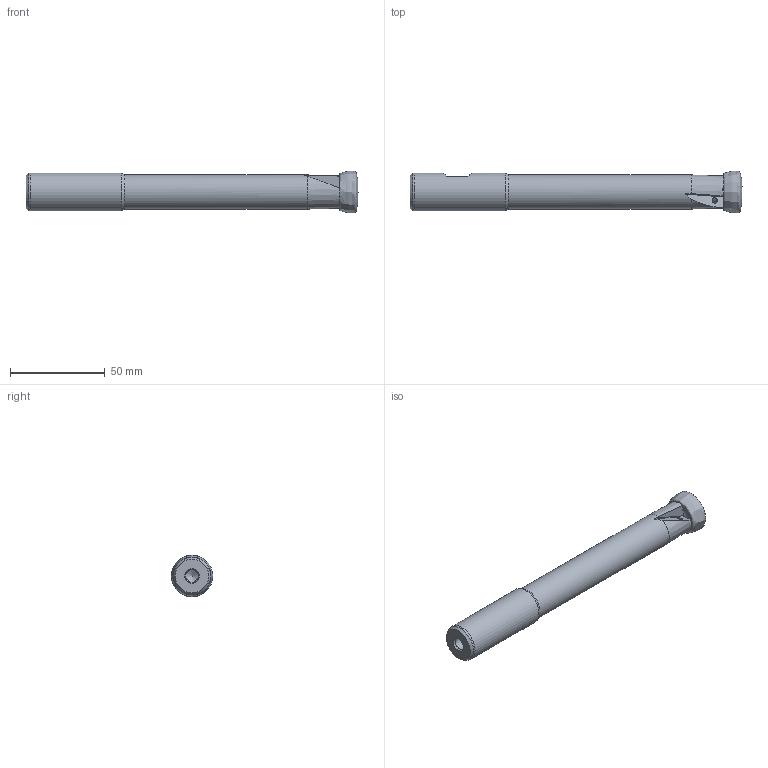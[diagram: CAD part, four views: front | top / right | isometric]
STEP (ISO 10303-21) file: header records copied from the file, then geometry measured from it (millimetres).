
FILE_DESCRIPTION (( 'STEP AP214' ), '1' );
FILE_NAME ('00PP-22-09-2-125.STEP', '2013-09-05T08:04:21', ( '' ), ( '' ), 'SwSTEP 2.0', 'SolidWorks 2013', '' );
FILE_SCHEMA (( 'AUTOMOTIVE_DESIGN' ));
Length unit declared in the file: millimetre
Products named in the file (1): 00PP-22-09-2-125
Bounding box: 174.99 x 21.99 x 21.99 mm (x, y, z)
Volume: 42530.4 mm3; surface area: 14253.9 mm2
Topology: 1 solids, 1 shells, 41 faces, 102 edges, 66 vertices
Faces by surface type: plane 17, cone 12, cylinder 9, torus 2, bspline 1
Full cylindrical faces by diameter (mm): 3 x2, 6.5 x1, 18 x1, 20 x1
Entity records: 2731 total; most frequent: CARTESIAN_POINT 1860, ORIENTED_EDGE 168, DIRECTION 158, EDGE_CURVE 84, AXIS2_PLACEMENT_3D 71, VERTEX_POINT 60, EDGE_LOOP 56, FACE_OUTER_BOUND 47
